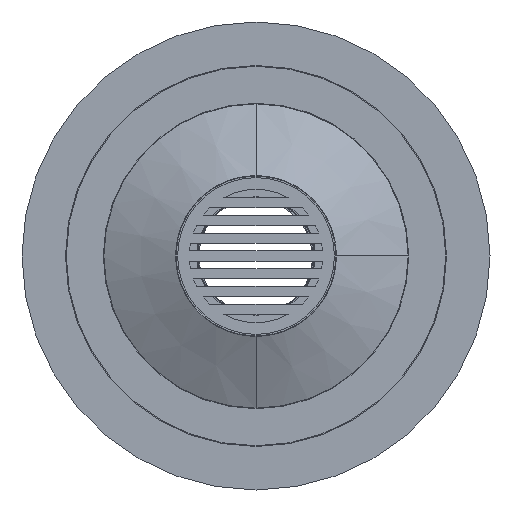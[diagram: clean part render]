
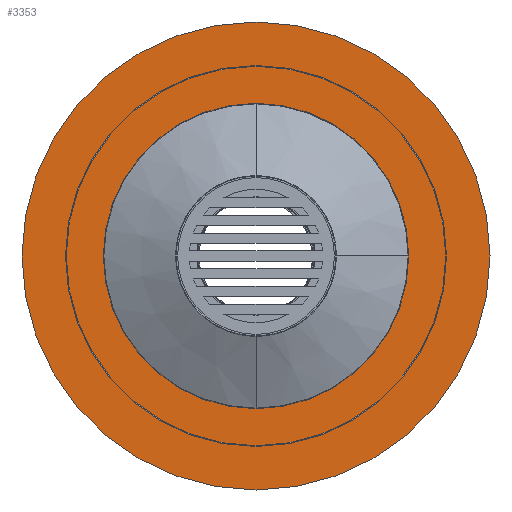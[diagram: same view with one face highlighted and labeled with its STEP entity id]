
A CAD part, front view. The second image highlights one B-rep face of the part: STEP entity #3353.
In plain terms, the highlighted face is planar.
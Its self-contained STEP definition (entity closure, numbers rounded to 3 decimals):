
#6 = CARTESIAN_POINT ( 'NONE',  ( 0., 10., -325. ) ) ;
#157 = DIRECTION ( 'NONE',  ( 0., 0., 1. ) ) ;
#291 = CIRCLE ( 'NONE', #2358, 325. ) ;
#1011 = CARTESIAN_POINT ( 'NONE',  ( 0., 10., -500. ) ) ;
#1162 = CARTESIAN_POINT ( 'NONE',  ( 0., 10., 500. ) ) ;
#1471 = CARTESIAN_POINT ( 'NONE',  ( 0., 10., 0. ) ) ;
#1603 = DIRECTION ( 'NONE',  ( 0., 1., 0. ) ) ;
#1926 = CIRCLE ( 'NONE', #13832, 500. ) ;
#1955 = DIRECTION ( 'NONE',  ( 0., 0., 1. ) ) ;
#2358 = AXIS2_PLACEMENT_3D ( 'NONE', #1471, #3840, #7181 ) ;
#3353 = ADVANCED_FACE ( 'NONE', ( #8406, #5438 ), #6111, .T. ) ;
#3840 = DIRECTION ( 'NONE',  ( 0., 1., 0. ) ) ;
#3990 = DIRECTION ( 'NONE',  ( 0., 0., 1. ) ) ;
#4064 = VERTEX_POINT ( 'NONE', #1011 ) ;
#4453 = CARTESIAN_POINT ( 'NONE',  ( 0., 10., 0. ) ) ;
#4590 = VERTEX_POINT ( 'NONE', #9993 ) ;
#5438 = FACE_BOUND ( 'NONE', #8835, .T. ) ;
#5954 = EDGE_LOOP ( 'NONE', ( #13126, #14180 ) ) ;
#6111 = PLANE ( 'NONE',  #9496 ) ;
#6239 = EDGE_CURVE ( 'NONE', #12345, #4064, #1926, .T. ) ;
#6443 = EDGE_CURVE ( 'NONE', #4590, #6838, #14004, .T. ) ;
#6838 = VERTEX_POINT ( 'NONE', #6 ) ;
#7181 = DIRECTION ( 'NONE',  ( 0., 0., 1. ) ) ;
#7390 = EDGE_CURVE ( 'NONE', #4064, #12345, #11562, .T. ) ;
#8406 = FACE_OUTER_BOUND ( 'NONE', #5954, .T. ) ;
#8683 = CARTESIAN_POINT ( 'NONE',  ( 0., 10., 0. ) ) ;
#8835 = EDGE_LOOP ( 'NONE', ( #10469, #11791 ) ) ;
#8994 = AXIS2_PLACEMENT_3D ( 'NONE', #4453, #10906, #157 ) ;
#9496 = AXIS2_PLACEMENT_3D ( 'NONE', #14009, #10564, #3990 ) ;
#9993 = CARTESIAN_POINT ( 'NONE',  ( 0., 10., 325. ) ) ;
#10393 = EDGE_CURVE ( 'NONE', #6838, #4590, #291, .T. ) ;
#10469 = ORIENTED_EDGE ( 'NONE', *, *, #10393, .F. ) ;
#10564 = DIRECTION ( 'NONE',  ( 0., 1., 0. ) ) ;
#10906 = DIRECTION ( 'NONE',  ( 0., 1., 0. ) ) ;
#11562 = CIRCLE ( 'NONE', #8994, 500. ) ;
#11791 = ORIENTED_EDGE ( 'NONE', *, *, #6443, .F. ) ;
#12345 = VERTEX_POINT ( 'NONE', #1162 ) ;
#13126 = ORIENTED_EDGE ( 'NONE', *, *, #7390, .T. ) ;
#13558 = AXIS2_PLACEMENT_3D ( 'NONE', #8683, #1603, #1955 ) ;
#13832 = AXIS2_PLACEMENT_3D ( 'NONE', #14174, #14107, #14064 ) ;
#14004 = CIRCLE ( 'NONE', #13558, 325. ) ;
#14009 = CARTESIAN_POINT ( 'NONE',  ( 0., 10., 0. ) ) ;
#14064 = DIRECTION ( 'NONE',  ( 0., 0., 1. ) ) ;
#14107 = DIRECTION ( 'NONE',  ( 0., 1., 0. ) ) ;
#14174 = CARTESIAN_POINT ( 'NONE',  ( 0., 10., 0. ) ) ;
#14180 = ORIENTED_EDGE ( 'NONE', *, *, #6239, .T. ) ;
